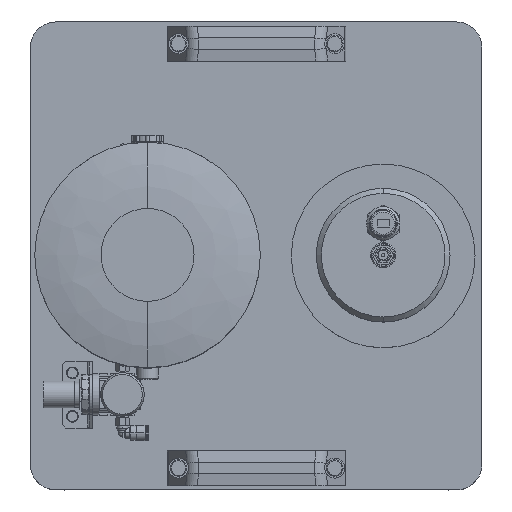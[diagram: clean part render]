
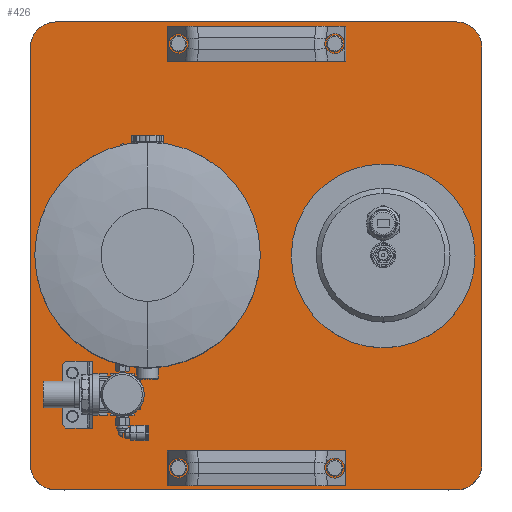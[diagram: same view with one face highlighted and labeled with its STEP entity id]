
A CAD part, top view. The second image highlights one B-rep face of the part: STEP entity #426.
In plain terms, the highlighted planar face has unit normal (0, 0, 1).
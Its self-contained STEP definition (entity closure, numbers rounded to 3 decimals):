
#123=CARTESIAN_POINT('',(15.,265.,40.));
#124=DIRECTION('',(0.,0.,1.));
#125=DIRECTION('',(0.,1.,0.));
#126=AXIS2_PLACEMENT_3D('',#123,#124,#125);
#128=DIRECTION('',(-1.,0.,0.));
#129=VECTOR('',#128,240.);
#130=CARTESIAN_POINT('',(255.,280.,40.));
#131=LINE('',#130,#129);
#132=CARTESIAN_POINT('',(255.,265.,40.));
#133=DIRECTION('',(0.,0.,1.));
#134=DIRECTION('',(1.,0.,0.));
#135=AXIS2_PLACEMENT_3D('',#132,#133,#134);
#137=DIRECTION('',(0.,1.,0.));
#138=VECTOR('',#137,250.);
#139=CARTESIAN_POINT('',(270.,15.,40.));
#140=LINE('',#139,#138);
#141=CARTESIAN_POINT('',(255.,15.,40.));
#142=DIRECTION('',(0.,0.,1.));
#143=DIRECTION('',(0.,-1.,0.));
#144=AXIS2_PLACEMENT_3D('',#141,#142,#143);
#146=DIRECTION('',(1.,0.,0.));
#147=VECTOR('',#146,240.);
#148=CARTESIAN_POINT('',(15.,0.,40.));
#149=LINE('',#148,#147);
#150=CARTESIAN_POINT('',(15.,15.,40.));
#151=DIRECTION('',(0.,0.,1.));
#152=DIRECTION('',(-1.,0.,0.));
#153=AXIS2_PLACEMENT_3D('',#150,#151,#152);
#155=DIRECTION('',(0.,-1.,0.));
#156=VECTOR('',#155,250.);
#157=CARTESIAN_POINT('',(0.,265.,40.));
#158=LINE('',#157,#156);
#163=CARTESIAN_POINT('',(15.,280.,40.));
#164=VERTEX_POINT('',#163);
#165=CARTESIAN_POINT('',(0.,265.,40.));
#166=VERTEX_POINT('',#165);
#171=CARTESIAN_POINT('',(270.,265.,40.));
#172=VERTEX_POINT('',#171);
#173=CARTESIAN_POINT('',(255.,280.,40.));
#174=VERTEX_POINT('',#173);
#175=CARTESIAN_POINT('',(255.,0.,40.));
#176=CARTESIAN_POINT('',(270.,15.,40.));
#177=VERTEX_POINT('',#175);
#178=VERTEX_POINT('',#176);
#183=CARTESIAN_POINT('',(0.,15.,40.));
#184=VERTEX_POINT('',#183);
#185=CARTESIAN_POINT('',(15.,0.,40.));
#186=VERTEX_POINT('',#185);
#411=CARTESIAN_POINT('',(0.,0.,40.));
#412=DIRECTION('',(0.,0.,1.));
#413=DIRECTION('',(1.,0.,0.));
#414=AXIS2_PLACEMENT_3D('',#411,#412,#413);
#415=PLANE('',#414);
#416=ORIENTED_EDGE('',*,*,#378,.F.);
#417=ORIENTED_EDGE('',*,*,#393,.F.);
#418=ORIENTED_EDGE('',*,*,#405,.F.);
#419=ORIENTED_EDGE('',*,*,#292,.F.);
#420=ORIENTED_EDGE('',*,*,#320,.F.);
#421=ORIENTED_EDGE('',*,*,#335,.F.);
#422=ORIENTED_EDGE('',*,*,#350,.F.);
#423=ORIENTED_EDGE('',*,*,#363,.F.);
#424=EDGE_LOOP('',(#416,#417,#418,#419,#420,#421,#422,#423));
#425=FACE_OUTER_BOUND('',#424,.F.);
#426=ADVANCED_FACE('',(#425),#415,.T.);
#127=CIRCLE('',#126,15.);
#136=CIRCLE('',#135,15.);
#145=CIRCLE('',#144,15.);
#154=CIRCLE('',#153,15.);
#292=EDGE_CURVE('',#178,#172,#140,.T.);
#320=EDGE_CURVE('',#177,#178,#145,.T.);
#335=EDGE_CURVE('',#186,#177,#149,.T.);
#350=EDGE_CURVE('',#184,#186,#154,.T.);
#363=EDGE_CURVE('',#166,#184,#158,.T.);
#378=EDGE_CURVE('',#164,#166,#127,.T.);
#393=EDGE_CURVE('',#174,#164,#131,.T.);
#405=EDGE_CURVE('',#172,#174,#136,.T.);
